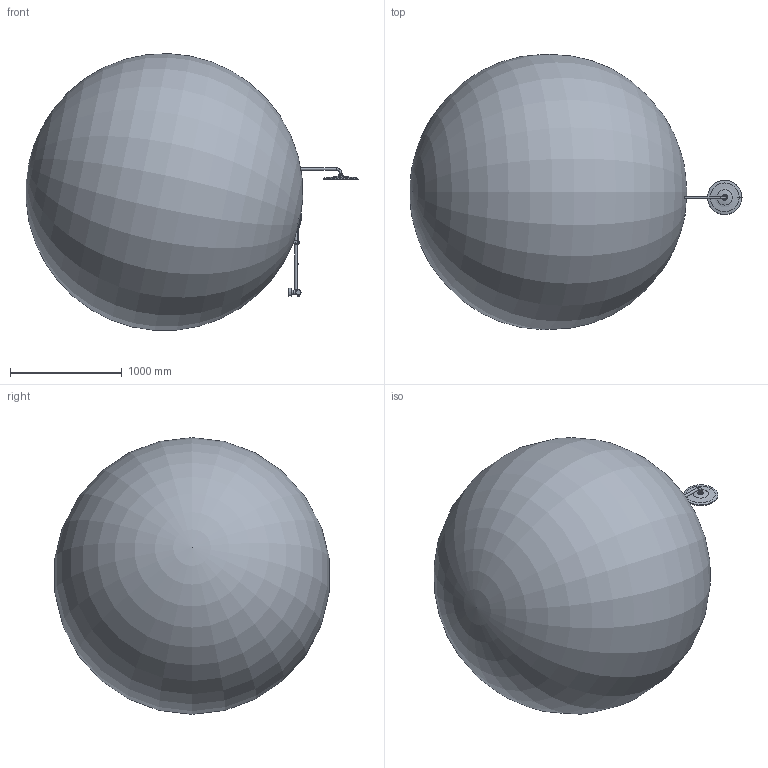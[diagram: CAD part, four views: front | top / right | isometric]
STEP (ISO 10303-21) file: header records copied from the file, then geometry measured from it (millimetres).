
FILE_DESCRIPTION(/* description */ ('Unknown'),/* implementation_level */ '2;1');
FILE_NAME(/* name */ '26647000',/* time_stamp */ '2022-09-09T05:00:12+02:00',/* author */ ('Unknown'),/* organization */ ('GROHE AG'),/* preprocessor_version */ 'ST-DEVELOPER v16.7',/* originating_system */ 'DEX',/* authorisation */ $);
FILE_SCHEMA (('AUTOMOTIVE_DESIGN {1 0 10303 214 3 1 1}'));
Products named in the file (10): 26647000; roundplate; 26647000_0; 26647000_1; 26647000_2; 26647000_3; id253; cnet_srf; g0182DEC7767ozti
Assembly tree (9 placements, depth 2):
  26647000
    26647000
    roundplate
    26647000_0
    26647000_1
    26647000_2
    26647000_3
    id253
    cnet_srf
    g0182DEC7767ozti
Bounding box: 2976.85 x 2466.01 x 2481.09 mm (x, y, z)
Volume: 426221.1 mm3; surface area: 19975487.4 mm2
Topology: 6 solids, 250 shells, 694 faces, 2833 edges, 2253 vertices
Faces by surface type: bspline 268, cylinder 181, torus 133, plane 67, sphere 27, cone 18
Full cylindrical faces by diameter (mm): 3.6 x42, 4 x90, 15 x1, 16 x1, 18 x1, 18.2 x1, 19.9 x1, 20.96 x1, 22 x4, 23 x3, 31.3 x1, 36 x6, 39 x2, 40 x2, 48 x3, 50.2 x1, 71 x1, 127.5 x1, 129.85 x1
Entity records: 57367 total; most frequent: CARTESIAN_POINT 38364, ORIENTED_EDGE 2697, DIRECTION 2429, EDGE_CURVE 2098, VERTEX_POINT 1930, FACE_BOUND 1274, EDGE_LOOP 1273, B_SPLINE_CURVE_WITH_KNOTS 1207
